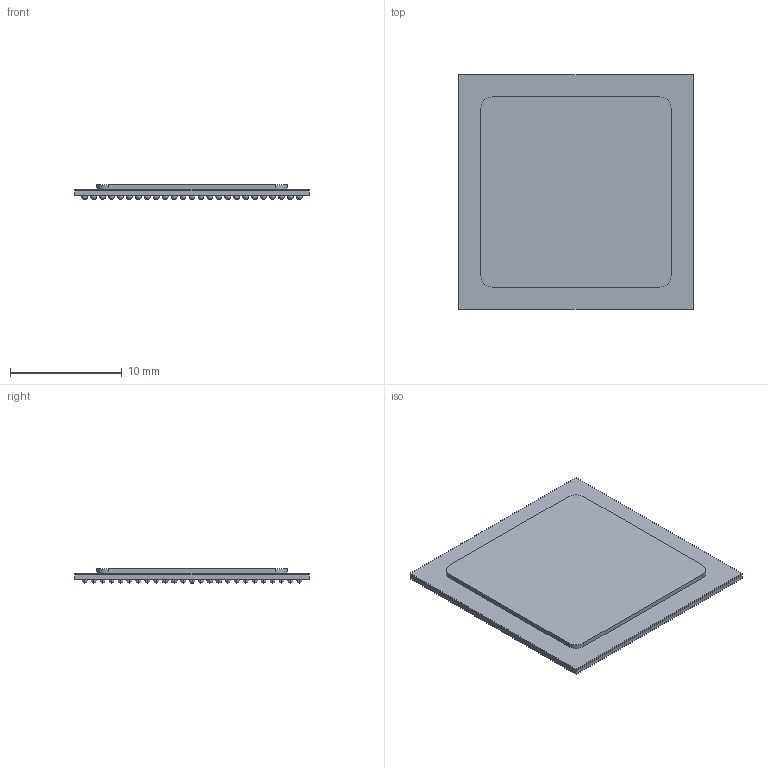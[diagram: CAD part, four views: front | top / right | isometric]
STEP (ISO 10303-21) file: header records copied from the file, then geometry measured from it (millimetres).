
FILE_DESCRIPTION((''),'2;1');
FILE_NAME('ABY0625A_ASM','2017-04-04T',('a0412086'),(''),'CREO PARAMETRIC BY PTC INC, 2016050','CREO PARAMETRIC BY PTC INC, 2016050','');
FILE_SCHEMA(('AUTOMOTIVE_DESIGN { 1 0 10303 214 1 1 1 1 }'));
Length unit declared in the file: millimetre
Products named in the file (6): BODY; SOLDER_BALL; SMBOT; MOLD; LID; ABY0625A_ASM
Assembly tree (629 placements, depth 2):
  ABY0625A_ASM
    BODY
    SOLDER_BALL  x625
    SMBOT
    MOLD
    LID
Bounding box: 21 x 21 x 1.32 mm (x, y, z)
Volume: 403.4 mm3; surface area: 3783.3 mm2
Topology: 629 solids, 629 shells, 1906 faces, 3819 edges, 1921 vertices
Faces by surface type: sphere 1250, plane 652, cylinder 4
Entity records: 9018 total; most frequent: CARTESIAN_POINT 1431, DIRECTION 1423, AXIS2_PLACEMENT_3D 681, PROPERTY_DEFINITION 667, REPRESENTATION 662, PROPERTY_DEFINITION_REPRESENTATION 662, PRODUCT_DEFINITION_SHAPE 635, ITEM_DEFINED_TRANSFORMATION 629
